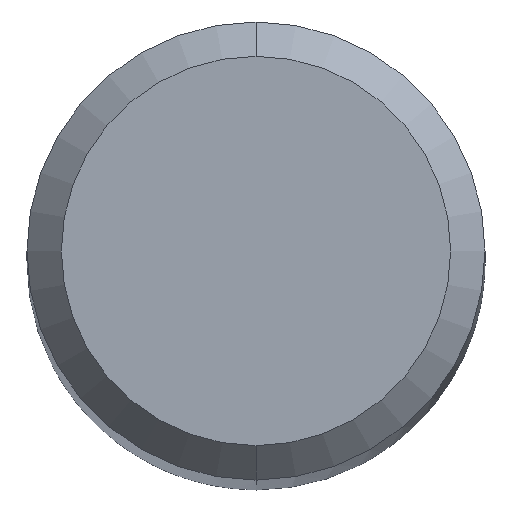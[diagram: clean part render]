
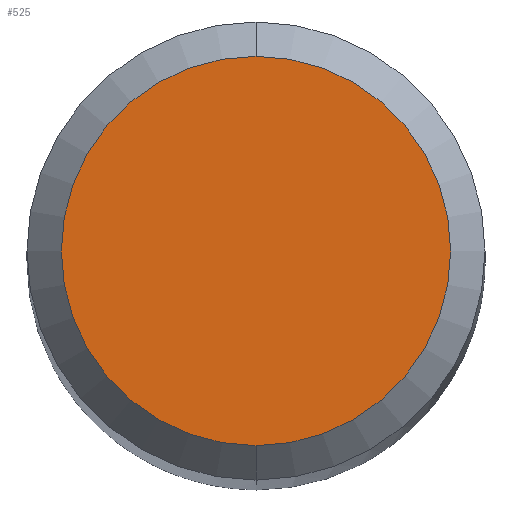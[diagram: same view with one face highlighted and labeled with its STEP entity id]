
A CAD part, top view. The second image highlights one B-rep face of the part: STEP entity #525.
In plain terms, the highlighted planar face has unit normal (0, 0, 1).
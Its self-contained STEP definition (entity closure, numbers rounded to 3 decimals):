
#451=EDGE_CURVE('',#617,#511,#1053,.T.);
#511=VERTEX_POINT('',#1121);
#525=ADVANCED_FACE('',(#1136),#1137,.T.);
#613=EDGE_CURVE('',#511,#617,#1228,.T.);
#617=VERTEX_POINT('',#1232);
#1053=CIRCLE('',#1975,1.7);
#1121=CARTESIAN_POINT('',(0.,-1.7,0.0));
#1136=FACE_OUTER_BOUND('',#2233,.T.);
#1137=PLANE('',#2234);
#1228=CIRCLE('',#2445,1.7);
#1232=CARTESIAN_POINT('',(0.0,1.7,0.0));
#1975=AXIS2_PLACEMENT_3D('',#3456,#3457,#3458);
#2233=EDGE_LOOP('',(#3545,#3546));
#2234=AXIS2_PLACEMENT_3D('',#3547,#3548,#3549);
#2445=AXIS2_PLACEMENT_3D('',#3597,#3598,#3599);
#3456=CARTESIAN_POINT('',(0.0,0.0,0.0));
#3457=DIRECTION('',(0.0,0.0,-1.0));
#3458=DIRECTION('',(0.0,1.0,0.0));
#3545=ORIENTED_EDGE('',*,*,#451,.F.);
#3546=ORIENTED_EDGE('',*,*,#613,.F.);
#3547=CARTESIAN_POINT('',(0.0,0.85,0.0));
#3548=DIRECTION('',(-0.0,0.0,1.0));
#3549=DIRECTION('',(0.0,-1.0,0.0));
#3597=CARTESIAN_POINT('',(0.0,0.0,0.0));
#3598=DIRECTION('',(0.0,0.0,-1.0));
#3599=DIRECTION('',(0.0,1.0,0.0));
